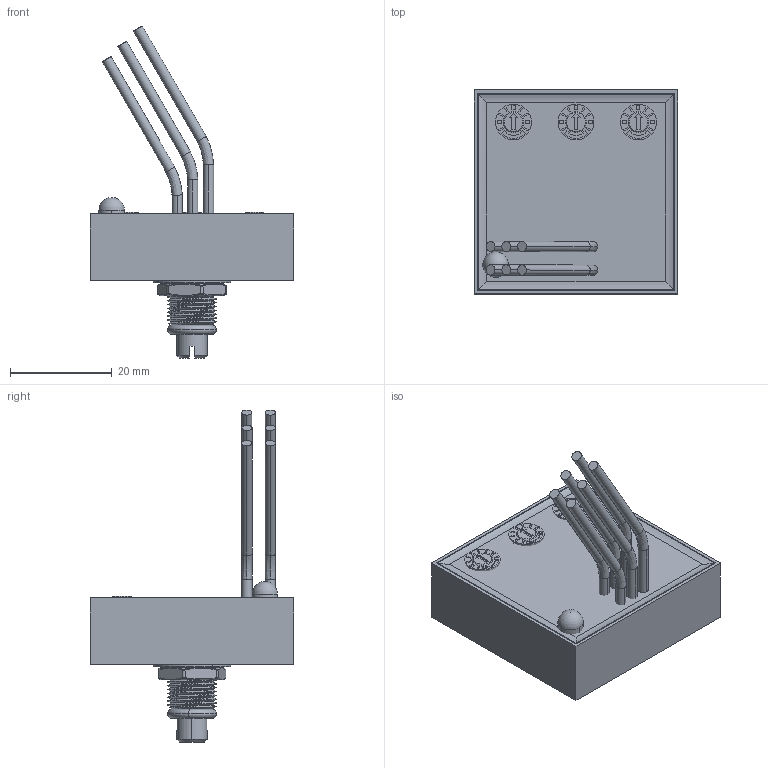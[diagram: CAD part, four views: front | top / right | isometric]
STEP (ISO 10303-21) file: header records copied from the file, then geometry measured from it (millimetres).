
FILE_DESCRIPTION (( 'STEP AP214' ), '1' );
FILE_NAME ('WAAB0300.STEP', '2016-10-26T06:34:38', ( 'PC440' ), ( 'Microsoft' ), 'SwSTEP 2.0', 'SolidWorks 2015', '' );
FILE_SCHEMA (( 'AUTOMOTIVE_DESIGN' ));
Length unit declared in the file: millimetre
Products named in the file (16): Fil jaune; Fil vert; Assemblage pour step; Ecrou; Joint; Rondelle; Pot10K_Slotted Shaft; LEDd5R-cut; Resine fils COFNG010; T7YA; COFNG010; WAAB0300; Fil rouge; Fil bleu; Fil gris; Fil orange
Assembly tree (17 placements, depth 3):
  WAAB0300
    COFNG010
    T7YA  x3
    Resine fils COFNG010
    LEDd5R-cut
    Assemblage pour step
      Pot10K_Slotted Shaft
      Rondelle
      Joint
      Ecrou
    Fil vert
    Fil jaune
    Fil orange
    Fil gris
    Fil bleu
    Fil rouge
Bounding box: 40 x 40 x 65.1 mm (x, y, z)
Volume: 10056.7 mm3; surface area: 15405.4 mm2
Topology: 15 solids, 21 shells, 765 faces, 1970 edges, 1299 vertices
Faces by surface type: plane 460, bspline 132, cylinder 126, cone 33, torus 12, sphere 2
Entity records: 28158 total; most frequent: CARTESIAN_POINT 11780, ORIENTED_EDGE 2894, DIRECTION 2087, EDGE_CURVE 1455, VERTEX_POINT 956, LINE 721, VECTOR 721, AXIS2_PLACEMENT_3D 683
